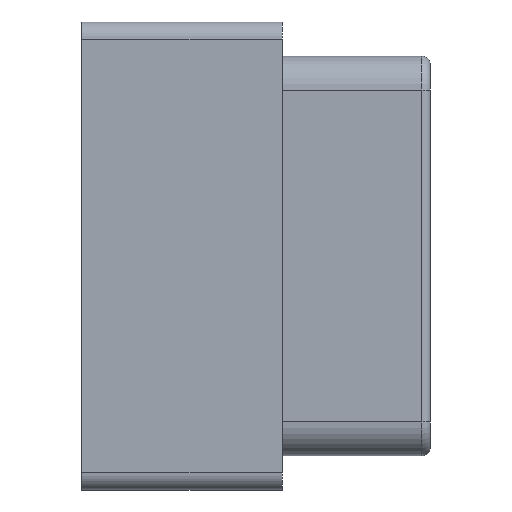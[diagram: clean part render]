
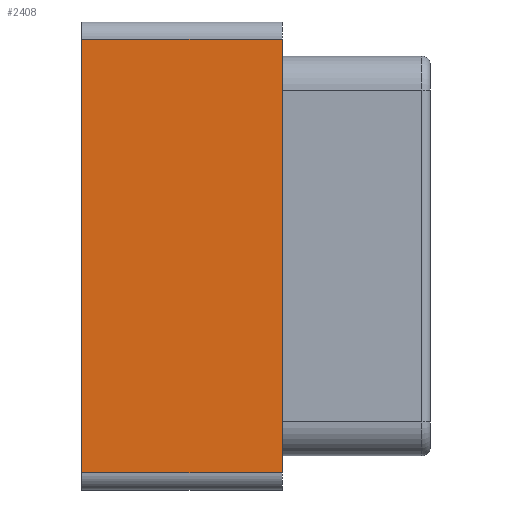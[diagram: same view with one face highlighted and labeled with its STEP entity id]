
A CAD part, left-side view. The second image highlights one B-rep face of the part: STEP entity #2408.
In plain terms, the highlighted planar face has unit normal (-1, 0, 0).
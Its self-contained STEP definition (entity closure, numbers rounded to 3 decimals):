
#58 = EDGE_CURVE ( 'NONE', #2290, #2837, #1994, .T. ) ;
#233 = VECTOR ( 'NONE', #1430, 1000. ) ;
#243 = PLANE ( 'NONE',  #2687 ) ;
#385 = DIRECTION ( 'NONE',  ( 0., 1., 0. ) ) ;
#426 = VERTEX_POINT ( 'NONE', #2731 ) ;
#606 = CARTESIAN_POINT ( 'NONE',  ( -15.747, 19.5, 12.75 ) ) ;
#742 = VECTOR ( 'NONE', #2212, 1000. ) ;
#861 = EDGE_CURVE ( 'NONE', #426, #2837, #2357, .T. ) ;
#940 = ORIENTED_EDGE ( 'NONE', *, *, #861, .F. ) ;
#992 = VERTEX_POINT ( 'NONE', #606 ) ;
#1016 = LINE ( 'NONE', #2870, #742 ) ;
#1430 = DIRECTION ( 'NONE',  ( 0., 0., -1. ) ) ;
#1513 = DIRECTION ( 'NONE',  ( 0., -1., 0. ) ) ;
#1646 = CARTESIAN_POINT ( 'NONE',  ( -15.747, 7.7, -12.75 ) ) ;
#1673 = EDGE_LOOP ( 'NONE', ( #2571, #940, #2039, #1872 ) ) ;
#1726 = EDGE_CURVE ( 'NONE', #2290, #992, #1016, .T. ) ;
#1743 = CARTESIAN_POINT ( 'NONE',  ( -15.747, 0.7, -12.75 ) ) ;
#1784 = LINE ( 'NONE', #2528, #2067 ) ;
#1810 = CARTESIAN_POINT ( 'NONE',  ( -15.747, 19.5, -12.75 ) ) ;
#1865 = EDGE_CURVE ( 'NONE', #426, #992, #1784, .T. ) ;
#1872 = ORIENTED_EDGE ( 'NONE', *, *, #1726, .F. ) ;
#1934 = DIRECTION ( 'NONE',  ( 0., 0., 1. ) ) ;
#1994 = LINE ( 'NONE', #1743, #2498 ) ;
#2039 = ORIENTED_EDGE ( 'NONE', *, *, #1865, .T. ) ;
#2067 = VECTOR ( 'NONE', #385, 1000. ) ;
#2212 = DIRECTION ( 'NONE',  ( 0., 0., 1. ) ) ;
#2290 = VERTEX_POINT ( 'NONE', #1810 ) ;
#2357 = LINE ( 'NONE', #2872, #233 ) ;
#2373 = FACE_OUTER_BOUND ( 'NONE', #1673, .T. ) ;
#2402 = CARTESIAN_POINT ( 'NONE',  ( -15.747, 0.7, -13.75 ) ) ;
#2408 = ADVANCED_FACE ( 'NONE', ( #2373 ), #243, .T. ) ;
#2498 = VECTOR ( 'NONE', #1513, 1000. ) ;
#2528 = CARTESIAN_POINT ( 'NONE',  ( -15.747, 0.7, 12.75 ) ) ;
#2571 = ORIENTED_EDGE ( 'NONE', *, *, #58, .T. ) ;
#2687 = AXIS2_PLACEMENT_3D ( 'NONE', #2402, #2819, #1934 ) ;
#2731 = CARTESIAN_POINT ( 'NONE',  ( -15.747, 7.7, 12.75 ) ) ;
#2819 = DIRECTION ( 'NONE',  ( -1., 0., 0. ) ) ;
#2837 = VERTEX_POINT ( 'NONE', #1646 ) ;
#2870 = CARTESIAN_POINT ( 'NONE',  ( -15.747, 19.5, -13.75 ) ) ;
#2872 = CARTESIAN_POINT ( 'NONE',  ( -15.747, 7.7, 12.75 ) ) ;
